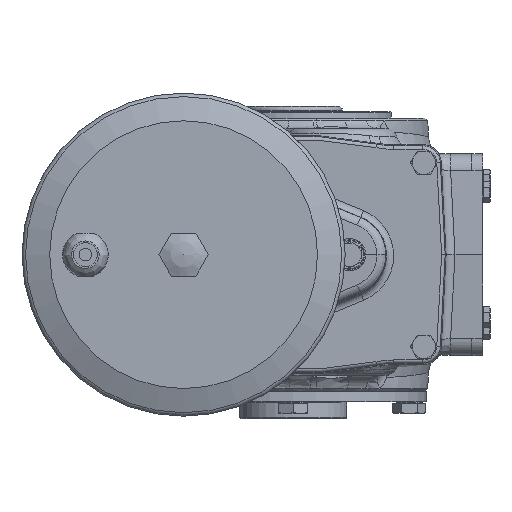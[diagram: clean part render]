
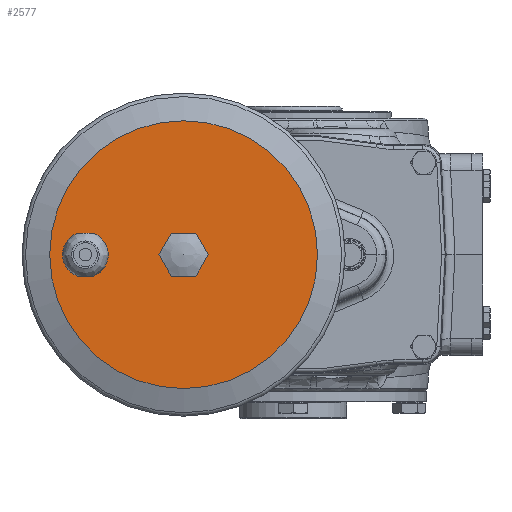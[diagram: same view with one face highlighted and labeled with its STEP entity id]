
A CAD part, left-side view. The second image highlights one B-rep face of the part: STEP entity #2577.
In plain terms, the highlighted planar face has unit normal (-1, 0, 0).
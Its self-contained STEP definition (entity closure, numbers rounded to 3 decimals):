
#2577 = ADVANCED_FACE( '', ( #5725, #5726, #5727 ), #5728, .T. );
#5725 = FACE_BOUND( '', #22260, .T. );
#5726 = FACE_OUTER_BOUND( '', #22261, .T. );
#5727 = FACE_BOUND( '', #22262, .T. );
#5728 = PLANE( '', #22263 );
#22260 = EDGE_LOOP( '', ( #35740, #35741, #35742, #35743 ) );
#22261 = EDGE_LOOP( '', ( #35744 ) );
#22262 = EDGE_LOOP( '', ( #35745, #35746, #35747, #35748, #35749, #35750 ) );
#22263 = AXIS2_PLACEMENT_3D( '', #35751, #35752, #35753 );
#35740 = ORIENTED_EDGE( '', *, *, #38132, .F. );
#35741 = ORIENTED_EDGE( '', *, *, #39532, .F. );
#35742 = ORIENTED_EDGE( '', *, *, #39631, .F. );
#35743 = ORIENTED_EDGE( '', *, *, #40659, .T. );
#35744 = ORIENTED_EDGE( '', *, *, #39558, .T. );
#35745 = ORIENTED_EDGE( '', *, *, #40020, .T. );
#35746 = ORIENTED_EDGE( '', *, *, #40660, .T. );
#35747 = ORIENTED_EDGE( '', *, *, #39044, .T. );
#35748 = ORIENTED_EDGE( '', *, *, #40353, .T. );
#35749 = ORIENTED_EDGE( '', *, *, #38436, .T. );
#35750 = ORIENTED_EDGE( '', *, *, #40661, .T. );
#35751 = CARTESIAN_POINT( '', ( -633.9, 136.4, 0. ) );
#35752 = DIRECTION( '', ( -1., 0., 0. ) );
#35753 = DIRECTION( '', ( 0., 1., 0. ) );
#38132 = EDGE_CURVE( '', #41352, #41353, #41354, .T. );
#38436 = EDGE_CURVE( '', #41875, #41879, #41881, .T. );
#39044 = EDGE_CURVE( '', #42862, #42866, #42868, .T. );
#39532 = EDGE_CURVE( '', #43607, #41352, #43610, .T. );
#39558 = EDGE_CURVE( '', #43646, #43646, #43647, .T. );
#39631 = EDGE_CURVE( '', #43742, #43607, #43745, .T. );
#40020 = EDGE_CURVE( '', #44299, #44303, #44305, .T. );
#40353 = EDGE_CURVE( '', #42866, #41875, #44718, .T. );
#40659 = EDGE_CURVE( '', #43742, #41353, #45103, .T. );
#40660 = EDGE_CURVE( '', #44303, #42862, #45104, .T. );
#40661 = EDGE_CURVE( '', #41879, #44299, #45105, .T. );
#41352 = VERTEX_POINT( '', #46180 );
#41353 = VERTEX_POINT( '', #46181 );
#41354 = CIRCLE( '', #46182, 12.8 );
#41875 = VERTEX_POINT( '', #47529 );
#41879 = VERTEX_POINT( '', #47534 );
#41881 = LINE( '', #47537, #47538 );
#42862 = VERTEX_POINT( '', #50247 );
#42866 = VERTEX_POINT( '', #50252 );
#42868 = LINE( '', #50255, #50256 );
#43607 = VERTEX_POINT( '', #52660 );
#43610 = LINE( '', #52664, #52665 );
#43646 = VERTEX_POINT( '', #52837 );
#43647 = CIRCLE( '', #52838, 75. );
#43742 = VERTEX_POINT( '', #53107 );
#43745 = CIRCLE( '', #53111, 12.8 );
#44299 = VERTEX_POINT( '', #54640 );
#44303 = VERTEX_POINT( '', #54645 );
#44305 = LINE( '', #54648, #54649 );
#44718 = LINE( '', #56346, #56347 );
#45103 = LINE( '', #57354, #57355 );
#45104 = LINE( '', #57356, #57357 );
#45105 = LINE( '', #57358, #57359 );
#46180 = CARTESIAN_POINT( '', ( -633.9, 111.946, -12. ) );
#46181 = CARTESIAN_POINT( '', ( -633.9, 111.946, 12. ) );
#46182 = AXIS2_PLACEMENT_3D( '', #58643, #58644, #58645 );
#47529 = CARTESIAN_POINT( '', ( -633.9, 75.256, 0. ) );
#47534 = CARTESIAN_POINT( '', ( -633.9, 68.328, 12. ) );
#47537 = CARTESIAN_POINT( '', ( -633.9, 75.256, 0. ) );
#47538 = VECTOR( '', #59027, 1000. );
#50247 = CARTESIAN_POINT( '', ( -633.9, 54.472, -12. ) );
#50252 = CARTESIAN_POINT( '', ( -633.9, 68.328, -12. ) );
#50255 = CARTESIAN_POINT( '', ( -633.9, 54.472, -12. ) );
#50256 = VECTOR( '', #59674, 1000. );
#52660 = CARTESIAN_POINT( '', ( -633.9, 120.854, -12. ) );
#52664 = CARTESIAN_POINT( '', ( -633.9, 120.854, -12. ) );
#52665 = VECTOR( '', #60172, 1000. );
#52837 = CARTESIAN_POINT( '', ( -633.9, 136.4, 0. ) );
#52838 = AXIS2_PLACEMENT_3D( '', #60195, #60196, #60197 );
#53107 = CARTESIAN_POINT( '', ( -633.9, 120.854, 12. ) );
#53111 = AXIS2_PLACEMENT_3D( '', #60274, #60275, #60276 );
#54640 = CARTESIAN_POINT( '', ( -633.9, 54.472, 12. ) );
#54645 = CARTESIAN_POINT( '', ( -633.9, 47.544, 0. ) );
#54648 = CARTESIAN_POINT( '', ( -633.9, 54.472, 12. ) );
#54649 = VECTOR( '', #60678, 1000. );
#56346 = CARTESIAN_POINT( '', ( -633.9, 68.328, -12. ) );
#56347 = VECTOR( '', #60965, 1000. );
#57354 = CARTESIAN_POINT( '', ( -633.9, 120.854, 12. ) );
#57355 = VECTOR( '', #61239, 1000. );
#57356 = CARTESIAN_POINT( '', ( -633.9, 47.544, 0. ) );
#57357 = VECTOR( '', #61240, 1000. );
#57358 = CARTESIAN_POINT( '', ( -633.9, 68.328, 12. ) );
#57359 = VECTOR( '', #61241, 1000. );
#58643 = CARTESIAN_POINT( '', ( -633.9, 116.4, 0. ) );
#58644 = DIRECTION( '', ( -1., 0., 0. ) );
#58645 = DIRECTION( '', ( 0., 1., 0. ) );
#59027 = DIRECTION( '', ( 0., -0.5, 0.866 ) );
#59674 = DIRECTION( '', ( 0., 1., 0. ) );
#60172 = DIRECTION( '', ( 0., -1., 0. ) );
#60195 = CARTESIAN_POINT( '', ( -633.9, 61.4, 0. ) );
#60196 = DIRECTION( '', ( -1., 0., 0. ) );
#60197 = DIRECTION( '', ( 0., 1., 0. ) );
#60274 = CARTESIAN_POINT( '', ( -633.9, 116.4, 0. ) );
#60275 = DIRECTION( '', ( -1., 0., 0. ) );
#60276 = DIRECTION( '', ( 0., 1., 0. ) );
#60678 = DIRECTION( '', ( 0., -0.5, -0.866 ) );
#60965 = DIRECTION( '', ( 0., 0.5, 0.866 ) );
#61239 = DIRECTION( '', ( 0., -1., 0. ) );
#61240 = DIRECTION( '', ( 0., 0.5, -0.866 ) );
#61241 = DIRECTION( '', ( 0., -1., 0. ) );
